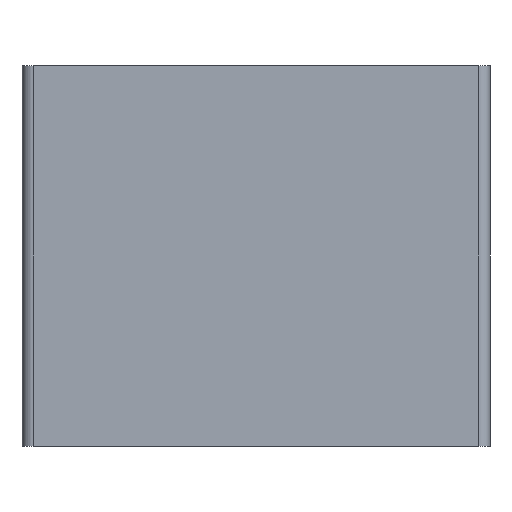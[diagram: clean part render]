
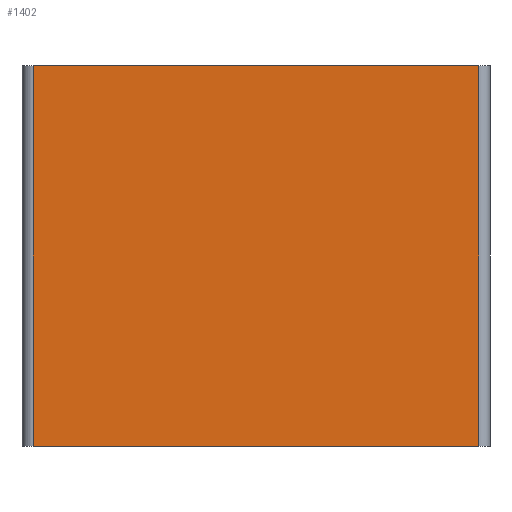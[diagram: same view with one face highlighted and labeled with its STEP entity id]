
A CAD part, left-side view. The second image highlights one B-rep face of the part: STEP entity #1402.
In plain terms, the highlighted planar face has unit normal (-1, 0, 0).
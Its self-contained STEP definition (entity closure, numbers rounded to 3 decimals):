
#88=PLANE('',#1520);
#164=FACE_OUTER_BOUND('',#250,.T.);
#250=EDGE_LOOP('',(#1298,#1299,#1300,#1301));
#402=LINE('',#2249,#567);
#403=LINE('',#2253,#568);
#406=LINE('',#2265,#571);
#417=LINE('',#2291,#582);
#567=VECTOR('',#1843,10.);
#568=VECTOR('',#1848,10.);
#571=VECTOR('',#1861,10.);
#582=VECTOR('',#1894,10.);
#724=VERTEX_POINT('',#2246);
#725=VERTEX_POINT('',#2248);
#726=VERTEX_POINT('',#2252);
#729=VERTEX_POINT('',#2261);
#905=EDGE_CURVE('',#724,#725,#402,.T.);
#907=EDGE_CURVE('',#725,#726,#403,.T.);
#914=EDGE_CURVE('',#726,#729,#406,.T.);
#927=EDGE_CURVE('',#729,#724,#417,.T.);
#1298=ORIENTED_EDGE('',*,*,#905,.F.);
#1299=ORIENTED_EDGE('',*,*,#927,.F.);
#1300=ORIENTED_EDGE('',*,*,#914,.F.);
#1301=ORIENTED_EDGE('',*,*,#907,.F.);
#1402=ADVANCED_FACE('',(#164),#88,.T.);
#1520=AXIS2_PLACEMENT_3D('',#2290,#1892,#1893);
#1843=DIRECTION('',(0.,0.,-1.));
#1848=DIRECTION('',(0.,1.,0.));
#1861=DIRECTION('',(0.,0.,1.));
#1892=DIRECTION('center_axis',(-1.,0.,0.));
#1893=DIRECTION('ref_axis',(0.,-1.,0.));
#1894=DIRECTION('',(0.,-1.,0.));
#2246=CARTESIAN_POINT('',(-30.086,-17.807,50.));
#2248=CARTESIAN_POINT('',(-30.086,-17.807,0.));
#2249=CARTESIAN_POINT('',(-30.086,-17.807,0.));
#2252=CARTESIAN_POINT('',(-30.086,40.693,0.));
#2253=CARTESIAN_POINT('',(-30.086,-19.307,0.));
#2261=CARTESIAN_POINT('',(-30.086,40.693,50.));
#2265=CARTESIAN_POINT('',(-30.086,40.693,0.));
#2290=CARTESIAN_POINT('Origin',(-30.086,42.193,0.));
#2291=CARTESIAN_POINT('',(-30.086,-19.307,50.));
